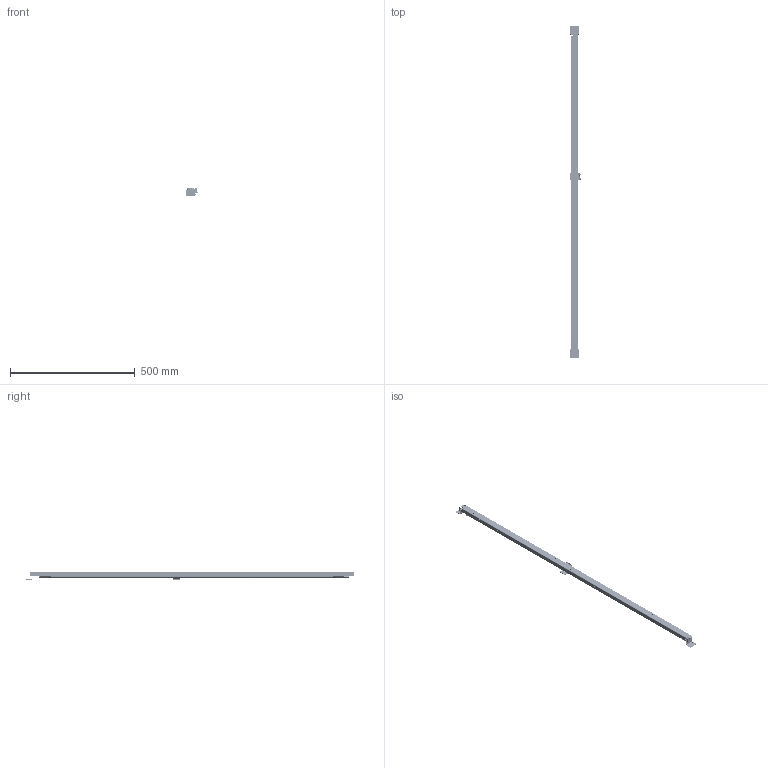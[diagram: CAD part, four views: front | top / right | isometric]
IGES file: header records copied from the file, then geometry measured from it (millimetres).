
Start section:  PTC IGES file: 141905_sm01.igs
Global section: file name: 141905_sm01.igs; native system: Creo Parametric by PTC Inc.; preprocessor: 2022414; author: banengservice; organization: Unknown; date: 20250709.104624; units: millimetre
Bounding box: 45.22 x 1328.43 x 34.17 mm (x, y, z)
Volume: 779792.3 mm3; surface area: 836423 mm2
Topology: 5 solids, 5 shells, 5740 faces, 30829 edges, 38793 vertices
Faces by surface type: bspline 3014, revolution 2726
